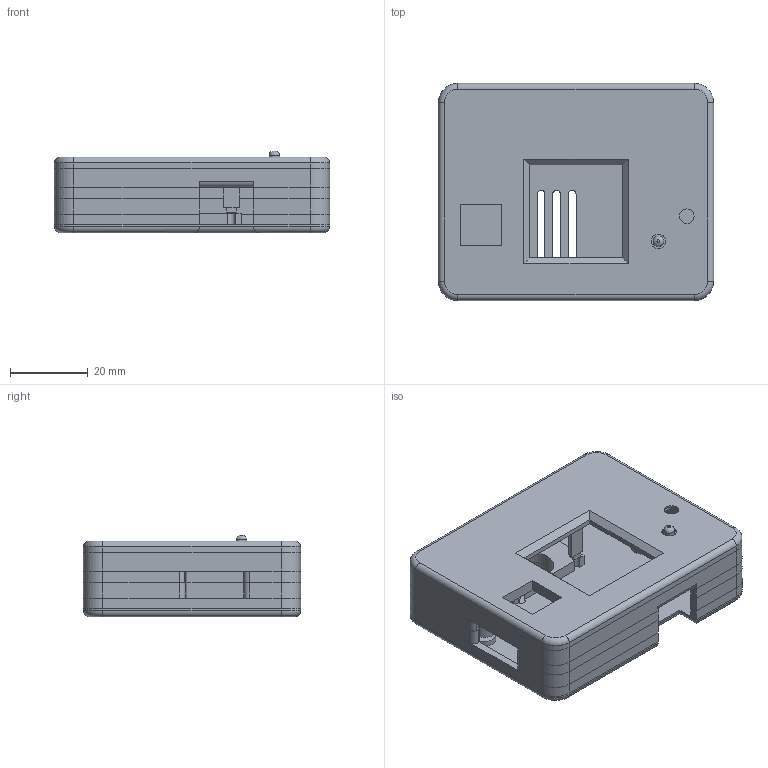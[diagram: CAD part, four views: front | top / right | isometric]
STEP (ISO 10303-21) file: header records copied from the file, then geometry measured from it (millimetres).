
FILE_DESCRIPTION(('FreeCAD Model'),'2;1');
FILE_NAME('Open CASCADE Shape Model','2021-05-24T11:42:32',('Author'),( ''),'Open CASCADE STEP processor 7.5','FreeCAD','Unknown');
FILE_SCHEMA(('AUTOMOTIVE_DESIGN { 1 0 10303 214 1 1 1 1 }'));
Length unit declared in the file: millimetre
Products named in the file (5): TFT_Bonnet; Top; Bottom; Standoffs; Buttons
Assembly tree (4 placements, depth 2):
  TFT_Bonnet
    Top
    Bottom
    Standoffs
    Buttons
Bounding box: 71 x 56.03 x 21 mm (x, y, z)
Volume: 24620.4 mm3; surface area: 25025.7 mm2
Topology: 4 solids, 4 shells, 306 faces, 703 edges, 431 vertices
Faces by surface type: plane 177, cylinder 116, torus 12, revolution 1
Full cylindrical faces by diameter (mm): 2 x11, 2.5 x2, 2.75 x1, 3 x2, 3.75 x2, 4.2 x2, 6 x9, 11.5 x2
Entity records: 18206 total; most frequent: CARTESIAN_POINT 3479, DIRECTION 2868, LINE 1709, VECTOR 1709, ORIENTED_EDGE 1398, PCURVE 1398, DEFINITIONAL_REPRESENTATION 1398, EDGE_CURVE 699
